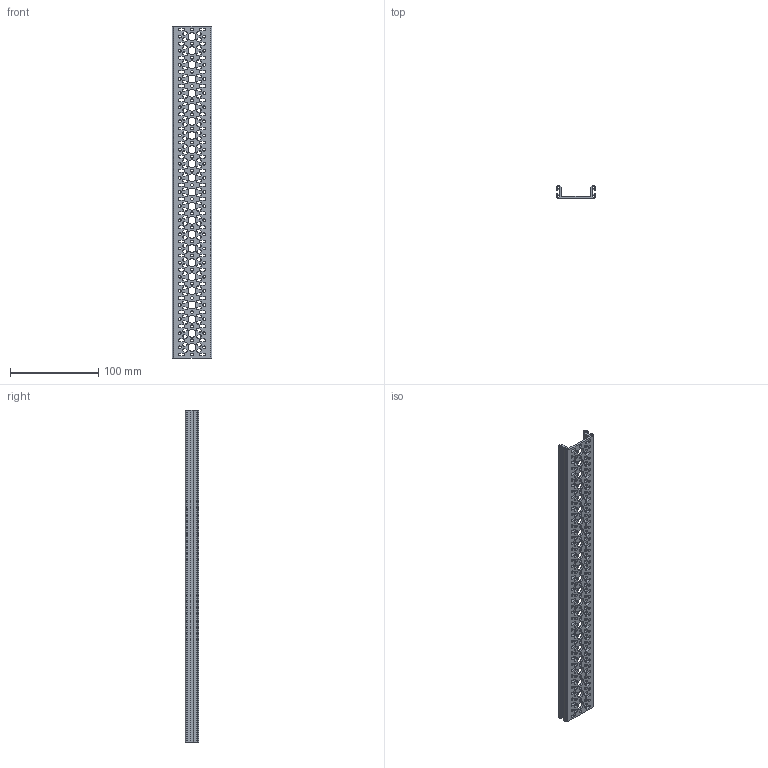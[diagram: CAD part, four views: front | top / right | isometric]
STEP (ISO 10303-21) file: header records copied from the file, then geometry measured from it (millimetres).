
FILE_DESCRIPTION (( 'STEP AP203' ), '1' );
FILE_NAME ('REV-41-1763.STEP', '2019-07-11T20:26:17', ( '' ), ( '' ), 'SwSTEP 2.0', 'SolidWorks 2018', '' );
FILE_SCHEMA (( 'CONFIG_CONTROL_DESIGN' ));
Length unit declared in the file: millimetre
Products named in the file (1): REV-41-1763
Bounding box: 45 x 15 x 376 mm (x, y, z)
Volume: 58974.2 mm3; surface area: 72426.5 mm2
Topology: 1 solids, 1 shells, 928 faces, 2778 edges, 1852 vertices
Faces by surface type: cylinder 612, plane 316
Entity records: 32815 total; most frequent: DIRECTION 5860, CARTESIAN_POINT 5559, ORIENTED_EDGE 5556, EDGE_CURVE 2778, AXIS2_PLACEMENT_3D 2153, VERTEX_POINT 1852, LINE 1554, VECTOR 1554
